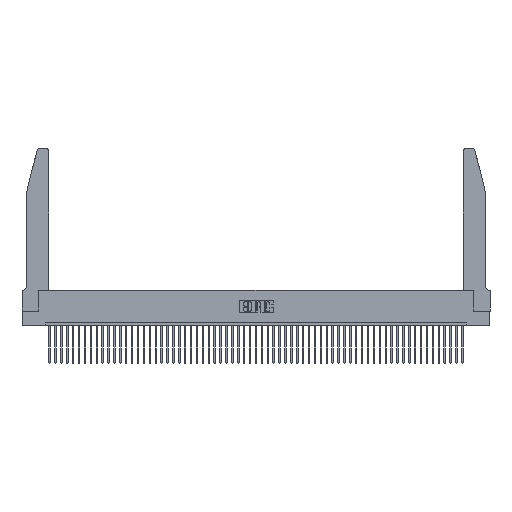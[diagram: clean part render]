
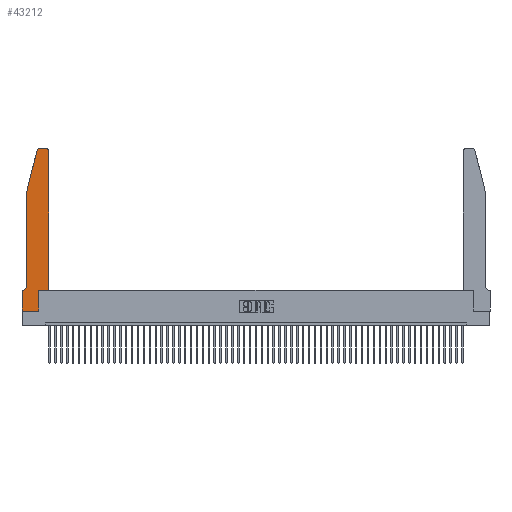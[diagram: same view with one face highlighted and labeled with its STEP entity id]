
A CAD part, top view. The second image highlights one B-rep face of the part: STEP entity #43212.
In plain terms, the highlighted planar face has unit normal (0, 0, 1).
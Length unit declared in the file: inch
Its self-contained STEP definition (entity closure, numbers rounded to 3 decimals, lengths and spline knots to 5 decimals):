
#48 = VECTOR ( 'NONE', #2869, 39.37008 ) ;
#276 = VERTEX_POINT ( 'NONE', #29760 ) ;
#308 = EDGE_CURVE ( 'NONE', #3127, #14032, #46628, .T. ) ;
#1282 = FACE_OUTER_BOUND ( 'NONE', #35793, .T. ) ;
#1484 = VERTEX_POINT ( 'NONE', #34131 ) ;
#1718 = CARTESIAN_POINT ( 'NONE',  ( 0.4505, 0.35, 0.37 ) ) ;
#2621 = CARTESIAN_POINT ( 'NONE',  ( 0.0755, 0.35, 0.37 ) ) ;
#2869 = DIRECTION ( 'NONE',  ( -1., 0., 0. ) ) ;
#3127 = VERTEX_POINT ( 'NONE', #44467 ) ;
#3651 = EDGE_CURVE ( 'NONE', #17352, #22493, #14950, .T. ) ;
#3683 = CIRCLE ( 'NONE', #16424, 0.03 ) ;
#4865 = EDGE_CURVE ( 'NONE', #36144, #14105, #3683, .T. ) ;
#5280 = DIRECTION ( 'NONE',  ( -1., 0., 0. ) ) ;
#6414 = VERTEX_POINT ( 'NONE', #51573 ) ;
#8809 = CIRCLE ( 'NONE', #20894, 0.07 ) ;
#8828 = ORIENTED_EDGE ( 'NONE', *, *, #4865, .T. ) ;
#9226 = ORIENTED_EDGE ( 'NONE', *, *, #10492, .T. ) ;
#9996 = CARTESIAN_POINT ( 'NONE',  ( 0., 0.35, 0.37 ) ) ;
#10007 = DIRECTION ( 'NONE',  ( 1., 0., 0. ) ) ;
#10480 = CARTESIAN_POINT ( 'NONE',  ( 0.284, 2.72, 0.37 ) ) ;
#10492 = EDGE_CURVE ( 'NONE', #41619, #51942, #10555, .T. ) ;
#10555 = LINE ( 'NONE', #44841, #21729 ) ;
#10565 = VECTOR ( 'NONE', #17453, 39.37008 ) ;
#11425 = DIRECTION ( 'NONE',  ( 0., -1., 0. ) ) ;
#11956 = CARTESIAN_POINT ( 'NONE',  ( 0.2605, 2.75, 0.37 ) ) ;
#14032 = VERTEX_POINT ( 'NONE', #19169 ) ;
#14105 = VERTEX_POINT ( 'NONE', #39837 ) ;
#14183 = CARTESIAN_POINT ( 'NONE',  ( 0.4505, 0.35, 0.37 ) ) ;
#14720 = CARTESIAN_POINT ( 'NONE',  ( 0.4205, 2.72, 0.37 ) ) ;
#14950 = LINE ( 'NONE', #1718, #34587 ) ;
#15062 = ORIENTED_EDGE ( 'NONE', *, *, #38009, .T. ) ;
#15356 = DIRECTION ( 'NONE',  ( -1., 0., 0. ) ) ;
#15432 = DIRECTION ( 'NONE',  ( 0., 1., 0. ) ) ;
#15920 = LINE ( 'NONE', #42909, #10565 ) ;
#15924 = ORIENTED_EDGE ( 'NONE', *, *, #37187, .T. ) ;
#16424 = AXIS2_PLACEMENT_3D ( 'NONE', #10480, #21452, #32635 ) ;
#17352 = VERTEX_POINT ( 'NONE', #44895 ) ;
#17453 = DIRECTION ( 'NONE',  ( -0.239, -0.971, 0. ) ) ;
#18244 = CIRCLE ( 'NONE', #21347, 0.03 ) ;
#19169 = CARTESIAN_POINT ( 'NONE',  ( 0., 0., 0.37 ) ) ;
#19824 = ORIENTED_EDGE ( 'NONE', *, *, #42615, .T. ) ;
#19833 = EDGE_CURVE ( 'NONE', #22493, #6414, #25923, .T. ) ;
#20092 = DIRECTION ( 'NONE',  ( 1., 0., 0. ) ) ;
#20372 = ORIENTED_EDGE ( 'NONE', *, *, #24079, .T. ) ;
#20495 = LINE ( 'NONE', #11956, #48 ) ;
#20894 = AXIS2_PLACEMENT_3D ( 'NONE', #22010, #30433, #5280 ) ;
#21347 = AXIS2_PLACEMENT_3D ( 'NONE', #14720, #49122, #20092 ) ;
#21452 = DIRECTION ( 'NONE',  ( 0., 0., 1. ) ) ;
#21729 = VECTOR ( 'NONE', #41550, 39.37008 ) ;
#22010 = CARTESIAN_POINT ( 'NONE',  ( 0.0055, 0.42, 0.37 ) ) ;
#22493 = VERTEX_POINT ( 'NONE', #14183 ) ;
#22742 = DIRECTION ( 'NONE',  ( 1., 0., 0. ) ) ;
#23739 = ORIENTED_EDGE ( 'NONE', *, *, #3651, .T. ) ;
#24079 = EDGE_CURVE ( 'NONE', #6414, #1484, #18244, .T. ) ;
#25923 = LINE ( 'NONE', #43694, #34416 ) ;
#26163 = VECTOR ( 'NONE', #46623, 39.37008 ) ;
#26721 = CARTESIAN_POINT ( 'NONE',  ( 0.0755, 0.42, 0.37 ) ) ;
#27055 = VECTOR ( 'NONE', #15356, 39.37008 ) ;
#28850 = ORIENTED_EDGE ( 'NONE', *, *, #19833, .T. ) ;
#29760 = CARTESIAN_POINT ( 'NONE',  ( 0.2865, 0., 0.37 ) ) ;
#30296 = EDGE_CURVE ( 'NONE', #14105, #41619, #15920, .T. ) ;
#30433 = DIRECTION ( 'NONE',  ( 0., 0., -1. ) ) ;
#30536 = DIRECTION ( 'NONE',  ( 1., 0., 0. ) ) ;
#31266 = CARTESIAN_POINT ( 'NONE',  ( 0.2865, 0.35, 0.37 ) ) ;
#31670 = LINE ( 'NONE', #2621, #27055 ) ;
#32104 = ORIENTED_EDGE ( 'NONE', *, *, #52698, .T. ) ;
#32635 = DIRECTION ( 'NONE',  ( 1., 0., 0. ) ) ;
#33894 = CARTESIAN_POINT ( 'NONE',  ( 0.284, 2.75, 0.37 ) ) ;
#34131 = CARTESIAN_POINT ( 'NONE',  ( 0.4205, 2.75, 0.37 ) ) ;
#34239 = CARTESIAN_POINT ( 'NONE',  ( 0.0755, 2., 0.37 ) ) ;
#34416 = VECTOR ( 'NONE', #15432, 39.37008 ) ;
#34585 = PLANE ( 'NONE',  #52305 ) ;
#34587 = VECTOR ( 'NONE', #22742, 39.37008 ) ;
#35606 = ORIENTED_EDGE ( 'NONE', *, *, #308, .T. ) ;
#35793 = EDGE_LOOP ( 'NONE', ( #38033, #8828, #44034, #9226, #19824, #15924, #35606, #15062, #32104, #23739, #28850, #20372 ) ) ;
#36144 = VERTEX_POINT ( 'NONE', #33894 ) ;
#37187 = EDGE_CURVE ( 'NONE', #48902, #3127, #31670, .T. ) ;
#37422 = LINE ( 'NONE', #31266, #26163 ) ;
#37627 = VECTOR ( 'NONE', #10007, 39.37008 ) ;
#38009 = EDGE_CURVE ( 'NONE', #14032, #276, #46008, .T. ) ;
#38033 = ORIENTED_EDGE ( 'NONE', *, *, #46014, .T. ) ;
#39309 = DIRECTION ( 'NONE',  ( 0., 0., 1. ) ) ;
#39455 = CARTESIAN_POINT ( 'NONE',  ( 0.0055, 0.35, 0.37 ) ) ;
#39837 = CARTESIAN_POINT ( 'NONE',  ( 0.25487, 2.72718, 0.37 ) ) ;
#41550 = DIRECTION ( 'NONE',  ( 0., -1., 0. ) ) ;
#41619 = VERTEX_POINT ( 'NONE', #34239 ) ;
#42615 = EDGE_CURVE ( 'NONE', #51942, #48902, #8809, .T. ) ;
#42909 = CARTESIAN_POINT ( 'NONE',  ( 0.0755, 2., 0.37 ) ) ;
#43212 = ADVANCED_FACE ( 'NONE', ( #1282 ), #34585, .T. ) ;
#43363 = CARTESIAN_POINT ( 'NONE',  ( 0., 0., 0.37 ) ) ;
#43694 = CARTESIAN_POINT ( 'NONE',  ( 0.4505, 0.35, 0.37 ) ) ;
#44034 = ORIENTED_EDGE ( 'NONE', *, *, #30296, .T. ) ;
#44467 = CARTESIAN_POINT ( 'NONE',  ( 0., 0.35, 0.37 ) ) ;
#44722 = VECTOR ( 'NONE', #11425, 39.37008 ) ;
#44841 = CARTESIAN_POINT ( 'NONE',  ( 0.0755, 2., 0.37 ) ) ;
#44895 = CARTESIAN_POINT ( 'NONE',  ( 0.2865, 0.35, 0.37 ) ) ;
#46008 = LINE ( 'NONE', #43363, #37627 ) ;
#46014 = EDGE_CURVE ( 'NONE', #1484, #36144, #20495, .T. ) ;
#46623 = DIRECTION ( 'NONE',  ( 0., 1., 0. ) ) ;
#46628 = LINE ( 'NONE', #49295, #44722 ) ;
#48902 = VERTEX_POINT ( 'NONE', #39455 ) ;
#49122 = DIRECTION ( 'NONE',  ( 0., 0., 1. ) ) ;
#49295 = CARTESIAN_POINT ( 'NONE',  ( 0., 0., 0.37 ) ) ;
#51573 = CARTESIAN_POINT ( 'NONE',  ( 0.4505, 2.72, 0.37 ) ) ;
#51942 = VERTEX_POINT ( 'NONE', #26721 ) ;
#52305 = AXIS2_PLACEMENT_3D ( 'NONE', #9996, #39309, #30536 ) ;
#52698 = EDGE_CURVE ( 'NONE', #276, #17352, #37422, .T. ) ;
